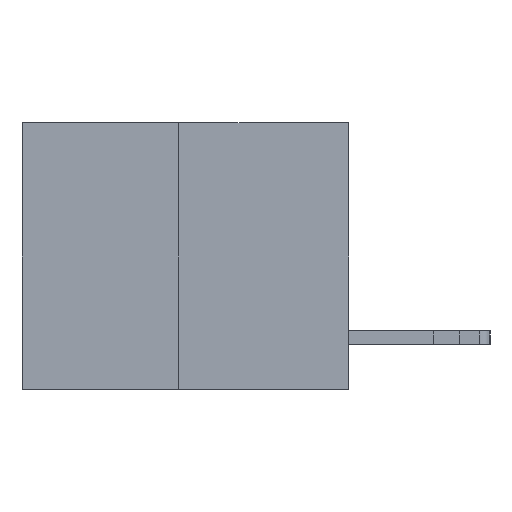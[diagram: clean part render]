
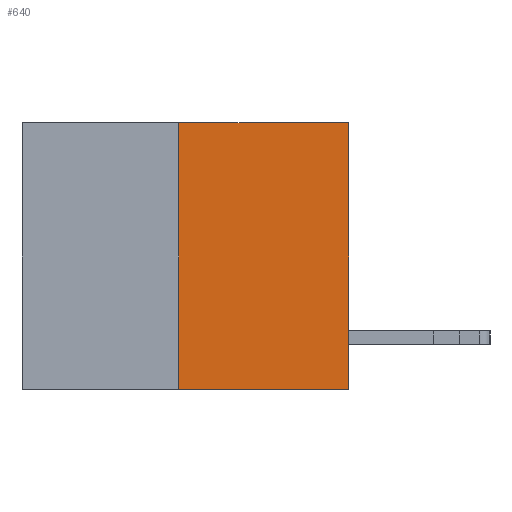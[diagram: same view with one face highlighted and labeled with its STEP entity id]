
A CAD part, left-side view. The second image highlights one B-rep face of the part: STEP entity #640.
In plain terms, the highlighted planar face has unit normal (-1, 0, 0).
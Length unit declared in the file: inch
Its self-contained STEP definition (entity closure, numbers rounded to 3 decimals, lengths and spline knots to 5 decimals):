
#299 = VECTOR ( 'NONE', #22416, 39.37008 ) ;
#640 = ADVANCED_FACE ( 'NONE', ( #20199 ), #10215, .F. ) ;
#795 = ORIENTED_EDGE ( 'NONE', *, *, #17483, .F. ) ;
#1709 = CARTESIAN_POINT ( 'NONE',  ( 0., 0.312, -0.49 ) ) ;
#2145 = DIRECTION ( 'NONE',  ( 0., 0., 1. ) ) ;
#2818 = EDGE_LOOP ( 'NONE', ( #22278, #17158, #5852, #795 ) ) ;
#4203 = LINE ( 'NONE', #24437, #299 ) ;
#5852 = ORIENTED_EDGE ( 'NONE', *, *, #13204, .T. ) ;
#6025 = CARTESIAN_POINT ( 'NONE',  ( 0., 0., -0.49 ) ) ;
#6178 = CARTESIAN_POINT ( 'NONE',  ( 0., 0., 0. ) ) ;
#7540 = EDGE_CURVE ( 'NONE', #20029, #12512, #22338, .T. ) ;
#8615 = LINE ( 'NONE', #6178, #17642 ) ;
#8742 = VERTEX_POINT ( 'NONE', #18839 ) ;
#9727 = VECTOR ( 'NONE', #26590, 39.37008 ) ;
#10215 = PLANE ( 'NONE',  #10981 ) ;
#10295 = CARTESIAN_POINT ( 'NONE',  ( 0., 0.6, 0. ) ) ;
#10981 = AXIS2_PLACEMENT_3D ( 'NONE', #10295, #24764, #18705 ) ;
#11909 = EDGE_CURVE ( 'NONE', #20029, #20622, #15010, .T. ) ;
#12512 = VERTEX_POINT ( 'NONE', #6025 ) ;
#13204 = EDGE_CURVE ( 'NONE', #12512, #8742, #8615, .T. ) ;
#15010 = LINE ( 'NONE', #1709, #25373 ) ;
#16280 = DIRECTION ( 'NONE',  ( 0., 0., 1. ) ) ;
#17158 = ORIENTED_EDGE ( 'NONE', *, *, #7540, .T. ) ;
#17483 = EDGE_CURVE ( 'NONE', #20622, #8742, #4203, .T. ) ;
#17555 = CARTESIAN_POINT ( 'NONE',  ( 0., 0.312, 0. ) ) ;
#17642 = VECTOR ( 'NONE', #2145, 39.37008 ) ;
#18705 = DIRECTION ( 'NONE',  ( 0., 0., -1. ) ) ;
#18839 = CARTESIAN_POINT ( 'NONE',  ( 0., 0., 0. ) ) ;
#20029 = VERTEX_POINT ( 'NONE', #24510 ) ;
#20199 = FACE_OUTER_BOUND ( 'NONE', #2818, .T. ) ;
#20622 = VERTEX_POINT ( 'NONE', #17555 ) ;
#22278 = ORIENTED_EDGE ( 'NONE', *, *, #11909, .F. ) ;
#22338 = LINE ( 'NONE', #24409, #9727 ) ;
#22416 = DIRECTION ( 'NONE',  ( 0., -1., 0. ) ) ;
#24409 = CARTESIAN_POINT ( 'NONE',  ( 0., 0.6, -0.49 ) ) ;
#24437 = CARTESIAN_POINT ( 'NONE',  ( 0., 0.6, 0. ) ) ;
#24510 = CARTESIAN_POINT ( 'NONE',  ( 0., 0.312, -0.49 ) ) ;
#24764 = DIRECTION ( 'NONE',  ( 1., 0., 0. ) ) ;
#25373 = VECTOR ( 'NONE', #16280, 39.37008 ) ;
#26590 = DIRECTION ( 'NONE',  ( 0., -1., 0. ) ) ;
